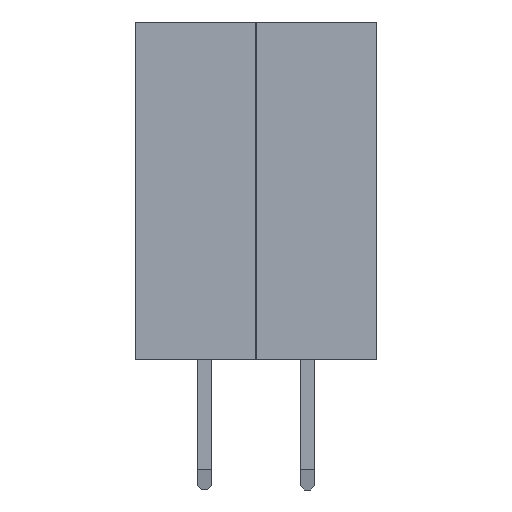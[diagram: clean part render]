
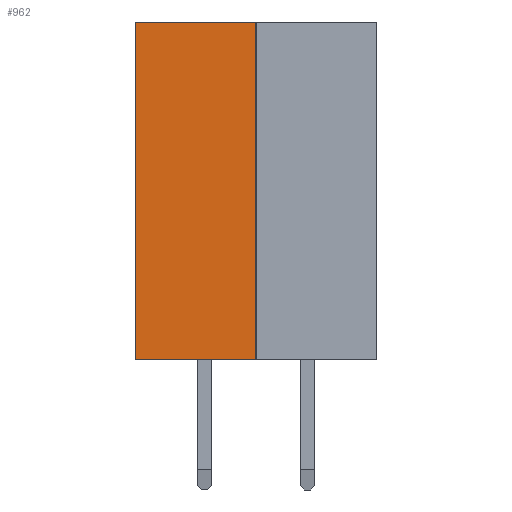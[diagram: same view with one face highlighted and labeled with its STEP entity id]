
A CAD part, front view. The second image highlights one B-rep face of the part: STEP entity #962.
In plain terms, the highlighted planar face has unit normal (0, -1, 0).
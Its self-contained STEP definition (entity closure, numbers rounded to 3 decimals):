
#71=FACE_OUTER_BOUND('',#122,.T.);
#122=EDGE_LOOP('',(#753,#754,#755,#756));
#154=LINE('',#1333,#277);
#158=LINE('',#1340,#281);
#206=LINE('',#1436,#329);
#207=LINE('',#1438,#330);
#277=VECTOR('',#1068,8.3);
#281=VECTOR('',#1074,2.97);
#329=VECTOR('',#1152,8.3);
#330=VECTOR('',#1155,2.97);
#400=VERTEX_POINT('',#1330);
#401=VERTEX_POINT('',#1332);
#403=VERTEX_POINT('',#1338);
#436=VERTEX_POINT('',#1434);
#490=EDGE_CURVE('',#401,#400,#154,.T.);
#494=EDGE_CURVE('',#403,#400,#158,.T.);
#542=EDGE_CURVE('',#436,#403,#206,.T.);
#543=EDGE_CURVE('',#401,#436,#207,.T.);
#753=ORIENTED_EDGE('',*,*,#490,.T.);
#754=ORIENTED_EDGE('',*,*,#494,.F.);
#755=ORIENTED_EDGE('',*,*,#542,.F.);
#756=ORIENTED_EDGE('',*,*,#543,.F.);
#919=PLANE('',#1015);
#962=ADVANCED_FACE('',(#71),#919,.T.);
#1015=AXIS2_PLACEMENT_3D('',#1454,#1176,#1177);
#1068=DIRECTION('',(0.,0.,1.));
#1074=DIRECTION('',(1.,0.,0.));
#1152=DIRECTION('',(0.,0.,1.));
#1155=DIRECTION('',(-1.,0.,0.));
#1176=DIRECTION('center_axis',(0.,-1.,0.));
#1177=DIRECTION('ref_axis',(1.,0.,0.));
#1330=CARTESIAN_POINT('',(1.27,-1.2,8.3));
#1332=CARTESIAN_POINT('',(1.27,-1.2,0.));
#1333=CARTESIAN_POINT('',(1.27,-1.2,2.075));
#1338=CARTESIAN_POINT('',(-1.7,-1.2,8.3));
#1340=CARTESIAN_POINT('',(1.7,-1.2,8.3));
#1434=CARTESIAN_POINT('',(-1.7,-1.2,0.));
#1436=CARTESIAN_POINT('',(-1.7,-1.2,0.));
#1438=CARTESIAN_POINT('',(1.7,-1.2,0.));
#1454=CARTESIAN_POINT('Origin',(-1.7,-1.2,0.));
